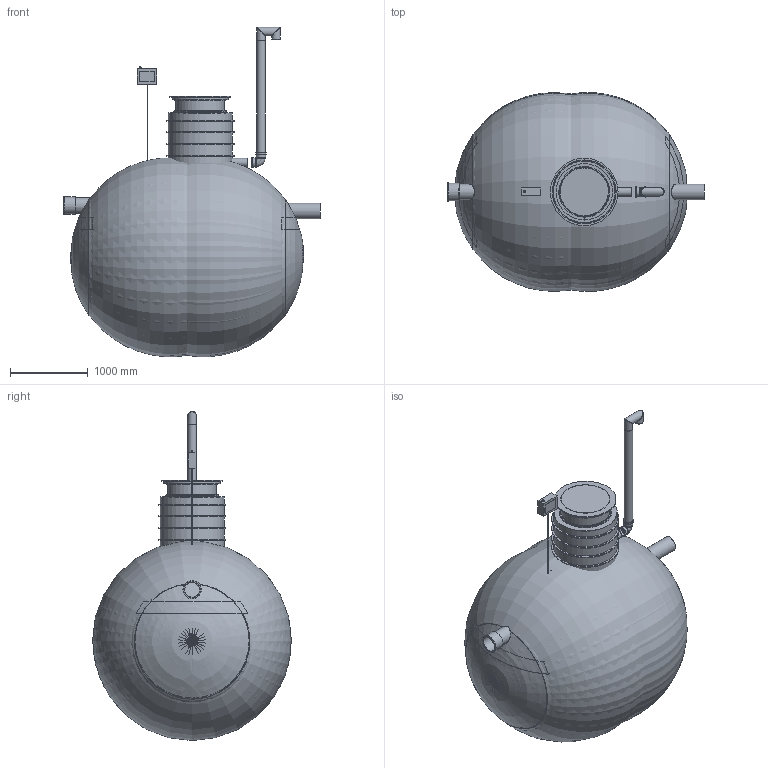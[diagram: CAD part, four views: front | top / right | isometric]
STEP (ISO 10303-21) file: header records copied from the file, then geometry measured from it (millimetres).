
FILE_DESCRIPTION(/* description */ ('Unknown'),/* implementation_level */ '2;1');
FILE_NAME(/* name */ 'EQ 1.klassi õlieraldaja NS20 ilma liivata',/* time_stamp */ '2023-04-13T11:46:56+03:00',/* author */ ('Unknown'),/* organization */ ('Unknown'),/* preprocessor_version */ 'ST-DEVELOPER v18.1',/* originating_system */ 'Solid Edge',/* authorisation */ 'Unknown');
FILE_SCHEMA (('AUTOMOTIVE_DESIGN {1 0 10303 214 3 1 1}'));
Length unit declared in the file: millimetre
Products named in the file (50): EQ 1.klassi eraldaja NS20 ilma liivata; NS20 ilma liivata kestakoost 15.03.23_oa_0; 2507.106_väljund D200; 2507.102_ots2_oa_1; 2507.109_sisend D200; PVC_polv_200; 2507.103_ots1; NS20 ilma liivata silinder D1600 15.03.23; PVC200_oa_2; PVC Kaksikmuhv d200; 2632.200 filtrikastikoost; 2632.115_vahesein2; 2632.201; 2632.202; 2632.203; Raam kahele filtriplokile 2631.000_var2; 2631.001_var2; 2631.002_var2; Polt_M6x20HK; Mutter M6 a2_NY; Filter HD Q-PAC; 2632.204; PVC200_oa_3; PE_vent_malm_L=1500; PVC_polv_110; PE venttoru DN100 L=1500; Rotoventiots; olimaht NS20_19430; RoundTubing 110x6.6_oa_4; RoundTubing 63x4.7_oa_5; Malmluuk_D600_(Ginmika); Malmluugi_korpus_D600_(Ginmika); Malmluugi_kaan_D600_(Ginmika); 2703.001; RoundTubing 25x2.3_oa_6; D800 rototeeninduskaev proov D800 kp kylge tihendiga_NS20le; D800 KP silinder 9.12.19; Tihend teeninduskaevule 800; Olieraldustoru1; SO012747-3.002 ...
Assembly tree (63 placements, depth 5):
  EQ 1.klassi eraldaja NS20 ilma liivata
    NS20 ilma liivata kestakoost 15.03.23_oa_0
      2507.106_väljund D200
      2507.102_ots2_oa_1
      2507.109_sisend D200
      PVC_polv_200  x2
      2507.103_ots1
      NS20 ilma liivata silinder D1600 15.03.23
      PVC200_oa_2
      PVC Kaksikmuhv d200  x2
      2632.200 filtrikastikoost
        2632.115_vahesein2
        2632.201
        2632.202  x2
        2632.203  x2
        Raam kahele filtriplokile 2631.000_var2  x6
          2631.001_var2
          2631.002_var2
          Polt_M6x20HK
          Mutter M6 a2_NY
          Filter HD Q-PAC
        2632.204
      PVC200_oa_3
    PE_vent_malm_L=1500
      PVC_polv_110
      PE venttoru DN100 L=1500
      Rotoventiots
    olimaht NS20_19430
    RoundTubing 110x6.6_oa_4
    RoundTubing 63x4.7_oa_5
    Malmluuk_D600_(Ginmika)
      Malmluugi_korpus_D600_(Ginmika)
      Malmluugi_kaan_D600_(Ginmika)
    2703.001
    RoundTubing 25x2.3_oa_6
    D800 rototeeninduskaev proov D800 kp kylge tihendiga_NS20le
      D800 KP silinder 9.12.19
      Tihend teeninduskaevule 800
    Olieraldustoru1
      SO012747-3.002
      keermelattM8x200
      Mutter M8RVNY  x2
      Seib 8 RV  x2
    D800 uus rotost teeninduskaev_lisaga 20.02.23
    2697.001 tihend teeninduskaevule 670_var2
    efektiivne maht NS20_19430
    Ujuk_oa_7
    Ujuk_oa_8
    Ujuk_oa_9
    elektrikarp loikefotole
Bounding box: 3294 x 2556.21 x 4232.11 mm (x, y, z)
Volume: 31940684307.4 mm3; surface area: 182087096.5 mm2
Topology: 93 solids, 93 shells, 1443 faces, 3245 edges, 2033 vertices
Faces by surface type: plane 984, cylinder 381, torus 34, cone 30, bspline 9, sphere 5
Full cylindrical faces by diameter (mm): 4.917 x12, 6 x13, 6.8 x2, 7 x24, 8 x19, 8.4 x2, 8.5 x3, 9 x4, 10 x50, 16 x2, 20 x1, 20.4 x1, 25 x1, 53.6 x1, 63 x1, 96.8 x1, 100 x2, 103.2 x3, 105 x1, 110 x9, 120 x2, 130 x2, 186 x2, 190 x7, 190.4 x1, 195 x2, 200 x19, 210 x4, 220 x2, 225 x1
Entity records: 16385 total; most frequent: CARTESIAN_POINT 3769, DIRECTION 2500, ORIENTED_EDGE 1768, AXIS2_PLACEMENT_3D 1040, FACE_BOUND 954, EDGE_LOOP 950, EDGE_CURVE 884, VERTEX_POINT 684
